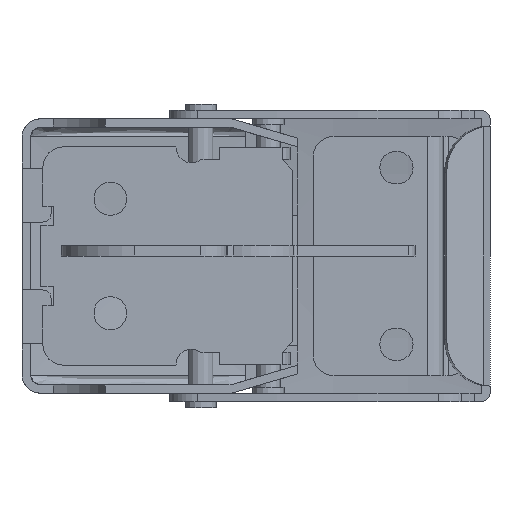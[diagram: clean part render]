
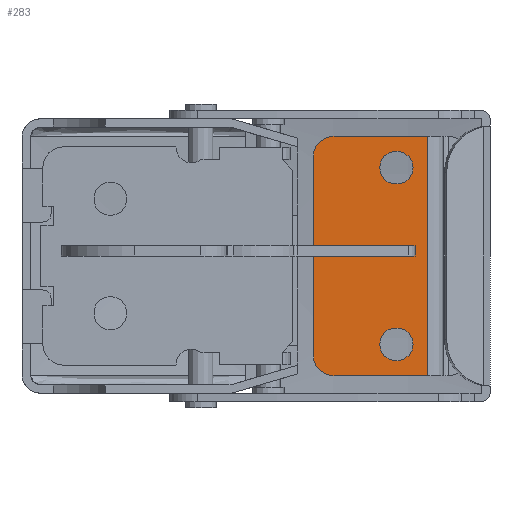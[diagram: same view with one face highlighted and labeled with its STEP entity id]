
A CAD part, front view. The second image highlights one B-rep face of the part: STEP entity #283.
In plain terms, the highlighted planar face has unit normal (0, -1, 0).
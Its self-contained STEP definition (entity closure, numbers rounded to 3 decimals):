
#93=FACE_BOUND('',#840,.T.);
#94=FACE_BOUND('',#841,.T.);
#283=ADVANCED_FACE('',(#552,#93,#94),#4639,.T.);
#552=FACE_OUTER_BOUND('',#839,.T.);
#839=EDGE_LOOP('',(#1906,#1907,#1908,#1909,#1910,#1911));
#840=EDGE_LOOP('',(#1912,#1913));
#841=EDGE_LOOP('',(#1914,#1915));
#1906=ORIENTED_EDGE('',*,*,#2874,.F.);
#1907=ORIENTED_EDGE('',*,*,#2857,.F.);
#1908=ORIENTED_EDGE('',*,*,#2897,.T.);
#1909=ORIENTED_EDGE('',*,*,#2876,.T.);
#1910=ORIENTED_EDGE('',*,*,#2901,.T.);
#1911=ORIENTED_EDGE('',*,*,#2877,.T.);
#1912=ORIENTED_EDGE('',*,*,#2840,.T.);
#1913=ORIENTED_EDGE('',*,*,#2892,.T.);
#1914=ORIENTED_EDGE('',*,*,#2890,.T.);
#1915=ORIENTED_EDGE('',*,*,#2844,.T.);
#2840=EDGE_CURVE('',#4357,#4358,#3748,.T.);
#2844=EDGE_CURVE('',#4361,#4362,#3750,.T.);
#2857=EDGE_CURVE('',#4376,#4372,#3406,.T.);
#2874=EDGE_CURVE('',#4372,#4367,#3420,.T.);
#2876=EDGE_CURVE('',#4387,#4388,#3421,.T.);
#2877=EDGE_CURVE('',#4389,#4367,#3422,.T.);
#2890=EDGE_CURVE('',#4362,#4361,#3760,.T.);
#2892=EDGE_CURVE('',#4358,#4357,#3762,.T.);
#2897=EDGE_CURVE('',#4376,#4387,#3767,.T.);
#2901=EDGE_CURVE('',#4388,#4389,#3771,.T.);
#3406=B_SPLINE_CURVE_WITH_KNOTS('',1,(#9854,#9855),.UNSPECIFIED.,.F.,.F.,
(2,2),(0.,9.),.UNSPECIFIED.);
#3420=B_SPLINE_CURVE_WITH_KNOTS('',1,(#9891,#9892),.UNSPECIFIED.,.F.,.F.,
(2,2),(0.,23.),.UNSPECIFIED.);
#3421=B_SPLINE_CURVE_WITH_KNOTS('',1,(#9896,#9897),.UNSPECIFIED.,.F.,.F.,
(2,2),(0.,19.),.UNSPECIFIED.);
#3422=B_SPLINE_CURVE_WITH_KNOTS('',1,(#9898,#9899),.UNSPECIFIED.,.F.,.F.,
(2,2),(0.,9.),.UNSPECIFIED.);
#3748=TRIMMED_CURVE($,#3970,(#9817),(#9818),.T.,.CARTESIAN.);
#3750=TRIMMED_CURVE($,#3972,(#9827),(#9828),.T.,.CARTESIAN.);
#3760=TRIMMED_CURVE($,#3982,(#9929),(#9930),.T.,.CARTESIAN.);
#3762=TRIMMED_CURVE($,#3984,(#9935),(#9936),.T.,.CARTESIAN.);
#3767=TRIMMED_CURVE($,#3989,(#9950),(#9951),.T.,.CARTESIAN.);
#3771=TRIMMED_CURVE($,#3993,(#9962),(#9963),.T.,.CARTESIAN.);
#3970=CIRCLE('',#5808,1.6);
#3972=CIRCLE('',#5810,1.6);
#3982=CIRCLE('',#5820,1.6);
#3984=CIRCLE('',#5822,1.6);
#3989=CIRCLE('',#5827,2.);
#3993=CIRCLE('',#5831,2.);
#4357=VERTEX_POINT('',#9780);
#4358=VERTEX_POINT('',#9781);
#4361=VERTEX_POINT('',#9784);
#4362=VERTEX_POINT('',#9785);
#4367=VERTEX_POINT('',#9790);
#4372=VERTEX_POINT('',#9795);
#4376=VERTEX_POINT('',#9799);
#4387=VERTEX_POINT('',#9810);
#4388=VERTEX_POINT('',#9811);
#4389=VERTEX_POINT('',#9812);
#4639=PLANE('',#5795);
#5795=AXIS2_PLACEMENT_3D('',#9767,#6428,$);
#5808=AXIS2_PLACEMENT_3D($,#9816,#6441,#6442);
#5810=AXIS2_PLACEMENT_3D($,#9826,#6445,#6446);
#5820=AXIS2_PLACEMENT_3D($,#9928,#6465,#6466);
#5822=AXIS2_PLACEMENT_3D($,#9934,#6469,#6470);
#5827=AXIS2_PLACEMENT_3D($,#9949,#6479,#6480);
#5831=AXIS2_PLACEMENT_3D($,#9961,#6487,#6488);
#6428=DIRECTION('',(0.,-1.,0.));
#6441=DIRECTION('',(0.,1.,0.));
#6442=DIRECTION('',(1.,0.,0.));
#6445=DIRECTION('',(0.,1.,0.));
#6446=DIRECTION('',(1.,0.,0.));
#6465=DIRECTION('',(0.,1.,0.));
#6466=DIRECTION('',(-1.,0.,0.));
#6469=DIRECTION('',(0.,1.,0.));
#6470=DIRECTION('',(-1.,0.,0.));
#6479=DIRECTION('',(0.,-1.,0.));
#6480=DIRECTION('',(0.,0.,-1.));
#6487=DIRECTION('',(0.,-1.,0.));
#6488=DIRECTION('',(1.,0.,0.));
#9767=CARTESIAN_POINT('',(-4.1,0.,-13.8));
#9780=CARTESIAN_POINT('',(1.6,0.,8.5));
#9781=CARTESIAN_POINT('',(-1.6,0.,8.5));
#9784=CARTESIAN_POINT('',(1.6,0.,-8.5));
#9785=CARTESIAN_POINT('',(-1.6,0.,-8.5));
#9790=CARTESIAN_POINT('',(-3.,0.,11.5));
#9795=CARTESIAN_POINT('',(-3.,0.,-11.5));
#9799=CARTESIAN_POINT('',(6.,0.,-11.5));
#9810=CARTESIAN_POINT('',(8.,0.,-9.5));
#9811=CARTESIAN_POINT('',(8.,0.,9.5));
#9812=CARTESIAN_POINT('',(6.,0.,11.5));
#9816=CARTESIAN_POINT('',(0.,0.,8.5));
#9817=CARTESIAN_POINT('',(1.6,0.,8.5));
#9818=CARTESIAN_POINT('',(-1.6,0.,8.5));
#9826=CARTESIAN_POINT('',(0.,0.,-8.5));
#9827=CARTESIAN_POINT('',(1.6,0.,-8.5));
#9828=CARTESIAN_POINT('',(-1.6,0.,-8.5));
#9854=CARTESIAN_POINT('',(6.,0.,-11.5));
#9855=CARTESIAN_POINT('',(-3.,0.,-11.5));
#9891=CARTESIAN_POINT('',(-3.,0.,-11.5));
#9892=CARTESIAN_POINT('',(-3.,0.,11.5));
#9896=CARTESIAN_POINT('',(8.,0.,-9.5));
#9897=CARTESIAN_POINT('',(8.,0.,9.5));
#9898=CARTESIAN_POINT('',(6.,0.,11.5));
#9899=CARTESIAN_POINT('',(-3.,0.,11.5));
#9928=CARTESIAN_POINT('',(0.,0.,-8.5));
#9929=CARTESIAN_POINT('',(-1.6,0.,-8.5));
#9930=CARTESIAN_POINT('',(1.6,0.,-8.5));
#9934=CARTESIAN_POINT('',(0.,0.,8.5));
#9935=CARTESIAN_POINT('',(-1.6,0.,8.5));
#9936=CARTESIAN_POINT('',(1.6,0.,8.5));
#9949=CARTESIAN_POINT('',(6.,0.,-9.5));
#9950=CARTESIAN_POINT('',(6.,0.,-11.5));
#9951=CARTESIAN_POINT('',(8.,0.,-9.5));
#9961=CARTESIAN_POINT('',(6.,0.,9.5));
#9962=CARTESIAN_POINT('',(8.,0.,9.5));
#9963=CARTESIAN_POINT('',(6.,0.,11.5));
